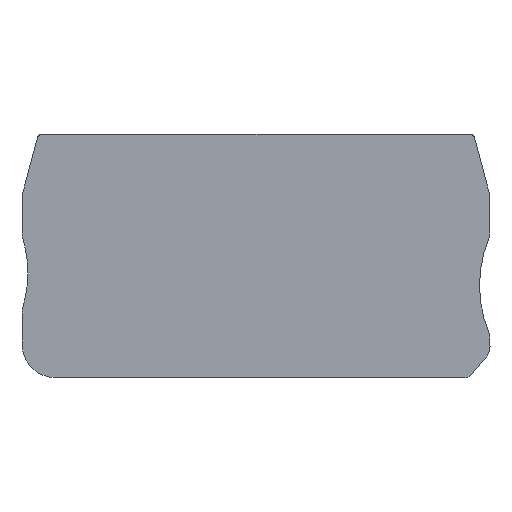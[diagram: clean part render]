
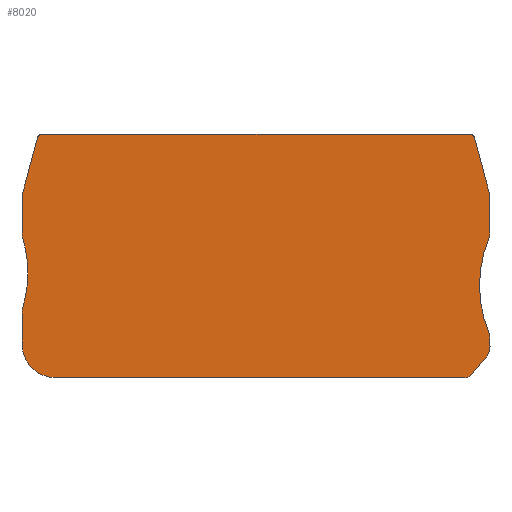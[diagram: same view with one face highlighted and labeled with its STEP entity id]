
A CAD part, top view. The second image highlights one B-rep face of the part: STEP entity #8020.
In plain terms, the highlighted planar face has unit normal (0, 0, 1).
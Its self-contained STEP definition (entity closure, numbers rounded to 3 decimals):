
#200=CARTESIAN_POINT('',(11.63,-16.531,
2.2));
#210=VERTEX_POINT('',#200);
#240=CARTESIAN_POINT('',(11.63,-12.13,
2.2));
#250=DIRECTION('',(0.,-1.,0.));
#260=VECTOR('',#250,1.);
#270=LINE('',#240,#260);
#280=CARTESIAN_POINT('',(11.63,-20.903,
2.2));
#290=VERTEX_POINT('',#280);
#300=EDGE_CURVE('',#210,#290,#270,.T.);
#530=CARTESIAN_POINT('',(67.03,-16.531,
2.2));
#540=DIRECTION('',(0.,0.,-1.));
#550=DIRECTION('',(-1.,0.,0.));
#560=AXIS2_PLACEMENT_3D('',#530,#540,#550);
#570=CIRCLE('',#560,0.5);
#580=CARTESIAN_POINT('',(67.513,-16.402,
2.2));
#590=VERTEX_POINT('',#580);
#600=CARTESIAN_POINT('',(67.53,-16.531,
2.2));
#610=VERTEX_POINT('',#600);
#620=EDGE_CURVE('',#590,#610,#570,.T.);
#1020=CARTESIAN_POINT('',(13.63,-20.903,
2.2));
#1030=DIRECTION('',(0.,0.,1.));
#1040=DIRECTION('',(1.,0.,0.));
#1050=AXIS2_PLACEMENT_3D('',#1020,#1030,#1040);
#1060=CIRCLE('',#1050,2.);
#1070=CARTESIAN_POINT('',(11.711,-21.467,
2.2));
#1080=VERTEX_POINT('',#1070);
#1090=EDGE_CURVE('',#290,#1080,#1060,.T.);
#1420=CARTESIAN_POINT('',(65.186,-9.65,
2.2));
#1430=DIRECTION('',(0.,0.,1.));
#1440=DIRECTION('',(1.,0.,0.));
#1450=AXIS2_PLACEMENT_3D('',#1420,#1430,#1440);
#1460=CIRCLE('',#1450,0.5);
#1470=CARTESIAN_POINT('',(65.669,-9.521,
2.2));
#1480=VERTEX_POINT('',#1470);
#1490=CARTESIAN_POINT('',(65.186,-9.15,
2.2));
#1500=VERTEX_POINT('',#1490);
#1510=EDGE_CURVE('',#1480,#1500,#1460,.T.);
#1980=CARTESIAN_POINT('',(72.198,-33.886,2.2))
;
#1990=DIRECTION('',(-0.259,0.966,0.));
#2000=VECTOR('',#1990,1.);
#2010=LINE('',#1980,#2000);
#2020=EDGE_CURVE('',#590,#1480,#2010,.T.);
#2200=CARTESIAN_POINT('',(65.53,-33.604,
2.2));
#2210=DIRECTION('',(0.,0.,1.));
#2220=DIRECTION('',(1.,0.,0.));
#2230=AXIS2_PLACEMENT_3D('',#2200,#2210,#2220);
#2240=CIRCLE('',#2230,2.);
#2250=CARTESIAN_POINT('',(67.53,-33.604,
2.2));
#2260=VERTEX_POINT('',#2250);
#2270=CARTESIAN_POINT('',(67.382,-32.85,
2.2));
#2280=VERTEX_POINT('',#2270);
#2290=EDGE_CURVE('',#2260,#2280,#2240,.T.);
#2840=CARTESIAN_POINT('',(12.321,-25.7,
2.2));
#2850=VERTEX_POINT('',#2840);
#2880=CARTESIAN_POINT('',(-2.679,-25.7,
2.2));
#2890=DIRECTION('',(0.,0.,1.));
#2900=DIRECTION('',(1.,0.,0.));
#2910=AXIS2_PLACEMENT_3D('',#2880,#2890,#2900);
#2920=CIRCLE('',#2910,15.);
#2930=CARTESIAN_POINT('',(11.711,-29.933,
2.2));
#2940=VERTEX_POINT('',#2930);
#2950=EDGE_CURVE('',#2940,#2850,#2920,.T.);
#3180=CARTESIAN_POINT('',(68.64,-33.886,2.2))
;
#3190=DIRECTION('',(0.645,0.764,0.));
#3200=VECTOR('',#3190,1.);
#3210=LINE('',#3180,#3200);
#3220=CARTESIAN_POINT('',(65.295,-37.845,
2.2));
#3230=VERTEX_POINT('',#3220);
#3240=CARTESIAN_POINT('',(67.058,-35.759,
2.2));
#3250=VERTEX_POINT('',#3240);
#3260=EDGE_CURVE('',#3230,#3250,#3210,.T.);
#3790=CARTESIAN_POINT('',(13.491,-9.521,
2.2));
#3800=VERTEX_POINT('',#3790);
#3830=CARTESIAN_POINT('',(12.791,-12.13,
2.2));
#3840=DIRECTION('',(0.259,0.966,0.));
#3850=VECTOR('',#3840,1.);
#3860=LINE('',#3830,#3850);
#3870=CARTESIAN_POINT('',(11.647,-16.402,
2.2));
#3880=VERTEX_POINT('',#3870);
#3890=EDGE_CURVE('',#3880,#3800,#3860,.T.);
#4250=CARTESIAN_POINT('',(64.531,-38.2,
2.2));
#4260=VERTEX_POINT('',#4250);
#4290=CARTESIAN_POINT('',(64.531,-37.2,
2.2));
#4300=DIRECTION('',(0.,0.,-1.));
#4310=DIRECTION('',(-1.,0.,0.));
#4320=AXIS2_PLACEMENT_3D('',#4290,#4300,#4310);
#4330=CIRCLE('',#4320,1.);
#4340=EDGE_CURVE('',#3230,#4260,#4330,.T.);
#4560=CARTESIAN_POINT('',(67.53,-34.468,
2.2));
#4570=VERTEX_POINT('',#4560);
#4700=CARTESIAN_POINT('',(65.53,-34.468,
2.2));
#4710=DIRECTION('',(0.,0.,-1.));
#4720=DIRECTION('',(-1.,0.,0.));
#4730=AXIS2_PLACEMENT_3D('',#4700,#4710,#4720);
#4740=CIRCLE('',#4730,2.);
#4750=EDGE_CURVE('',#4570,#3250,#4740,.T.);
#4920=CARTESIAN_POINT('',(13.63,-30.497,
2.2));
#4930=DIRECTION('',(0.,0.,1.));
#4940=DIRECTION('',(1.,0.,0.));
#4950=AXIS2_PLACEMENT_3D('',#4920,#4930,#4940);
#4960=CIRCLE('',#4950,2.);
#4970=CARTESIAN_POINT('',(11.63,-30.497,
2.2));
#4980=VERTEX_POINT('',#4970);
#4990=EDGE_CURVE('',#2940,#4980,#4960,.T.);
#5440=CARTESIAN_POINT('',(67.53,-20.796,
2.2));
#5450=VERTEX_POINT('',#5440);
#5480=CARTESIAN_POINT('',(67.53,-33.886,2.2))
;
#5490=DIRECTION('',(0.,1.,0.));
#5500=VECTOR('',#5490,1.);
#5510=LINE('',#5480,#5500);
#5520=EDGE_CURVE('',#5450,#610,#5510,.T.);
#6710=CARTESIAN_POINT('',(12.13,-16.531,
2.2));
#6720=DIRECTION('',(0.,0.,-1.));
#6730=DIRECTION('',(-1.,0.,0.));
#6740=AXIS2_PLACEMENT_3D('',#6710,#6720,#6730);
#6750=CIRCLE('',#6740,0.5);
#6760=EDGE_CURVE('',#210,#3880,#6750,.T.);
#7000=CARTESIAN_POINT('',(15.63,-38.2,
2.2));
#7010=VERTEX_POINT('',#7000);
#7040=CARTESIAN_POINT('',(55.22,-38.2,
2.2));
#7050=DIRECTION('',(-1.,0.,0.));
#7060=VECTOR('',#7050,1.);
#7070=LINE('',#7040,#7060);
#7080=EDGE_CURVE('',#4260,#7010,#7070,.T.);
#7220=CARTESIAN_POINT('',(40.882,-9.622,
2.2));
#7230=DIRECTION('',(0.,0.,-1.));
#7240=DIRECTION('',(-1.,0.,0.));
#7250=AXIS2_PLACEMENT_3D('',#7220,#7230,#7240);
#7260=PLANE('',#7250);
#7270=ORIENTED_EDGE('',*,*,#1510,.T.);
#7280=ORIENTED_EDGE('',*,*,#2020,.T.);
#7290=ORIENTED_EDGE('',*,*,#620,.F.);
#7300=ORIENTED_EDGE('',*,*,#5520,.T.);
#7310=CARTESIAN_POINT('',(65.53,-20.796,
2.2));
#7320=DIRECTION('',(0.,0.,1.));
#7330=DIRECTION('',(1.,0.,0.));
#7340=AXIS2_PLACEMENT_3D('',#7310,#7320,#7330);
#7350=CIRCLE('',#7340,2.);
#7360=CARTESIAN_POINT('',(67.382,-21.55,
2.2));
#7370=VERTEX_POINT('',#7360);
#7380=EDGE_CURVE('',#7370,#5450,#7350,.T.);
#7390=ORIENTED_EDGE('',*,*,#7380,.T.);
#7400=CARTESIAN_POINT('',(81.277,-27.2,
2.2));
#7410=DIRECTION('',(0.,0.,1.));
#7420=DIRECTION('',(1.,0.,0.));
#7430=AXIS2_PLACEMENT_3D('',#7400,#7410,#7420);
#7440=CIRCLE('',#7430,15.);
#7450=CARTESIAN_POINT('',(66.277,-27.2,
2.2));
#7460=VERTEX_POINT('',#7450);
#7470=EDGE_CURVE('',#7370,#7460,#7440,.T.);
#7480=ORIENTED_EDGE('',*,*,#7470,.F.);
#7490=EDGE_CURVE('',#7460,#2280,#7440,.T.);
#7500=ORIENTED_EDGE('',*,*,#7490,.F.);
#7510=ORIENTED_EDGE('',*,*,#2290,.T.);
#7520=CARTESIAN_POINT('',(67.53,-33.886,2.2))
;
#7530=DIRECTION('',(0.,1.,0.));
#7540=VECTOR('',#7530,1.);
#7550=LINE('',#7520,#7540);
#7560=EDGE_CURVE('',#4570,#2260,#7550,.T.);
#7570=ORIENTED_EDGE('',*,*,#7560,.T.);
#7580=ORIENTED_EDGE('',*,*,#4750,.F.);
#7590=ORIENTED_EDGE('',*,*,#3260,.T.);
#7600=ORIENTED_EDGE('',*,*,#4340,.F.);
#7610=ORIENTED_EDGE('',*,*,#7080,.F.);
#7620=CARTESIAN_POINT('',(15.63,-34.2,
2.2));
#7630=DIRECTION('',(0.,0.,-1.));
#7640=DIRECTION('',(-1.,0.,0.));
#7650=AXIS2_PLACEMENT_3D('',#7620,#7630,#7640);
#7660=CIRCLE('',#7650,4.);
#7670=CARTESIAN_POINT('',(11.63,-34.2,
2.2));
#7680=VERTEX_POINT('',#7670);
#7690=EDGE_CURVE('',#7010,#7680,#7660,.T.);
#7700=ORIENTED_EDGE('',*,*,#7690,.F.);
#7710=CARTESIAN_POINT('',(11.63,-12.13,
2.2));
#7720=DIRECTION('',(0.,-1.,0.));
#7730=VECTOR('',#7720,1.);
#7740=LINE('',#7710,#7730);
#7750=EDGE_CURVE('',#4980,#7680,#7740,.T.);
#7760=ORIENTED_EDGE('',*,*,#7750,.T.);
#7770=ORIENTED_EDGE('',*,*,#4990,.T.);
#7780=ORIENTED_EDGE('',*,*,#2950,.F.);
#7790=EDGE_CURVE('',#2850,#1080,#2920,.T.);
#7800=ORIENTED_EDGE('',*,*,#7790,.F.);
#7810=ORIENTED_EDGE('',*,*,#1090,.T.);
#7820=ORIENTED_EDGE('',*,*,#300,.T.);
#7830=ORIENTED_EDGE('',*,*,#6760,.F.);
#7840=ORIENTED_EDGE('',*,*,#3890,.F.);
#7850=CARTESIAN_POINT('',(13.974,-9.65,
2.2));
#7860=DIRECTION('',(0.,0.,1.));
#7870=DIRECTION('',(1.,0.,0.));
#7880=AXIS2_PLACEMENT_3D('',#7850,#7860,#7870);
#7890=CIRCLE('',#7880,0.5);
#7900=CARTESIAN_POINT('',(13.974,-9.15,
2.2));
#7910=VERTEX_POINT('',#7900);
#7920=EDGE_CURVE('',#7910,#3800,#7890,.T.);
#7930=ORIENTED_EDGE('',*,*,#7920,.T.);
#7940=CARTESIAN_POINT('',(47.92,-9.15,2.2))
;
#7950=DIRECTION('',(1.,0.,0.));
#7960=VECTOR('',#7950,1.);
#7970=LINE('',#7940,#7960);
#7980=EDGE_CURVE('',#7910,#1500,#7970,.T.);
#7990=ORIENTED_EDGE('',*,*,#7980,.F.);
#8000=EDGE_LOOP('',(#7990,#7930,#7840,#7830,#7820,#7810,#7800,#7780,
#7770,#7760,#7700,#7610,#7600,#7590,#7580,#7570,#7510,#7500,#7480,#7390,
#7300,#7290,#7280,#7270));
#8010=FACE_OUTER_BOUND('',#8000,.T.);
#8020=ADVANCED_FACE('',(#8010),#7260,.F.);
